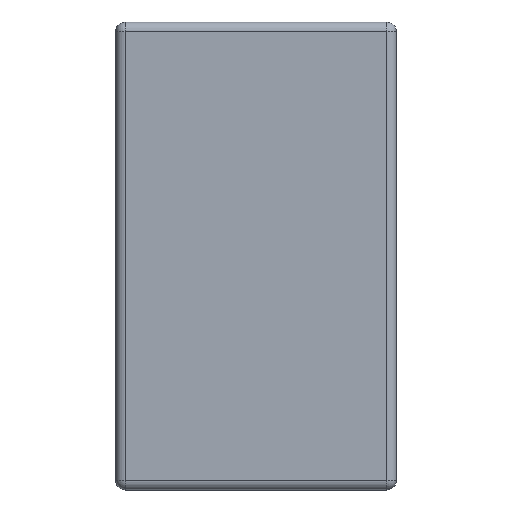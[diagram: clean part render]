
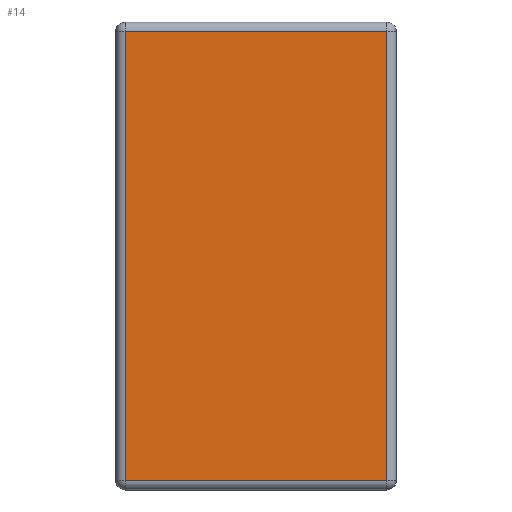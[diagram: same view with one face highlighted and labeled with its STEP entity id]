
A CAD part, left-side view. The second image highlights one B-rep face of the part: STEP entity #14.
In plain terms, the highlighted planar face has unit normal (-1, 0, 0).
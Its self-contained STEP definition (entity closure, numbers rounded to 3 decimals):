
#14 = ADVANCED_FACE ( 'NONE', ( #2540 ), #1826, .T. ) ;
#65 = VECTOR ( 'NONE', #1151, 1000. ) ;
#265 = VERTEX_POINT ( 'NONE', #2335 ) ;
#814 = VECTOR ( 'NONE', #2528, 1000. ) ;
#828 = CARTESIAN_POINT ( 'NONE',  ( 0., 0.073, 0. ) ) ;
#1124 = EDGE_CURVE ( 'NONE', #1208, #3433, #1890, .T. ) ;
#1151 = DIRECTION ( 'NONE',  ( 0., 0., -1. ) ) ;
#1208 = VERTEX_POINT ( 'NONE', #1814 ) ;
#1243 = DIRECTION ( 'NONE',  ( 0., -1., 0. ) ) ;
#1316 = VERTEX_POINT ( 'NONE', #3989 ) ;
#1443 = EDGE_CURVE ( 'NONE', #3433, #1316, #3105, .T. ) ;
#1593 = ORIENTED_EDGE ( 'NONE', *, *, #1124, .T. ) ;
#1814 = CARTESIAN_POINT ( 'NONE',  ( 0., 0.073, -0.073 ) ) ;
#1826 = PLANE ( 'NONE',  #3277 ) ;
#1890 = LINE ( 'NONE', #4634, #814 ) ;
#1967 = EDGE_CURVE ( 'NONE', #265, #1208, #2476, .T. ) ;
#2209 = LINE ( 'NONE', #3749, #4151 ) ;
#2335 = CARTESIAN_POINT ( 'NONE',  ( 0., 0.073, -3.427 ) ) ;
#2461 = ORIENTED_EDGE ( 'NONE', *, *, #3754, .T. ) ;
#2476 = LINE ( 'NONE', #828, #3308 ) ;
#2526 = ORIENTED_EDGE ( 'NONE', *, *, #1443, .T. ) ;
#2528 = DIRECTION ( 'NONE',  ( 0., 1., 0. ) ) ;
#2540 = FACE_OUTER_BOUND ( 'NONE', #4129, .T. ) ;
#2932 = CARTESIAN_POINT ( 'NONE',  ( 0., 0., 0. ) ) ;
#3057 = ORIENTED_EDGE ( 'NONE', *, *, #1967, .T. ) ;
#3105 = LINE ( 'NONE', #4042, #65 ) ;
#3267 = DIRECTION ( 'NONE',  ( 0., 0., 1. ) ) ;
#3277 = AXIS2_PLACEMENT_3D ( 'NONE', #2932, #3941, #3267 ) ;
#3308 = VECTOR ( 'NONE', #3933, 1000. ) ;
#3433 = VERTEX_POINT ( 'NONE', #4530 ) ;
#3749 = CARTESIAN_POINT ( 'NONE',  ( 0., 0., -3.427 ) ) ;
#3754 = EDGE_CURVE ( 'NONE', #1316, #265, #2209, .T. ) ;
#3933 = DIRECTION ( 'NONE',  ( 0., 0., 1. ) ) ;
#3941 = DIRECTION ( 'NONE',  ( -1., 0., 0. ) ) ;
#3989 = CARTESIAN_POINT ( 'NONE',  ( 0., 2.027, -3.427 ) ) ;
#4042 = CARTESIAN_POINT ( 'NONE',  ( 0., 2.027, -3.5 ) ) ;
#4129 = EDGE_LOOP ( 'NONE', ( #2461, #3057, #1593, #2526 ) ) ;
#4151 = VECTOR ( 'NONE', #1243, 1000. ) ;
#4530 = CARTESIAN_POINT ( 'NONE',  ( 0., 2.027, -0.073 ) ) ;
#4634 = CARTESIAN_POINT ( 'NONE',  ( 0., 2.1, -0.073 ) ) ;
